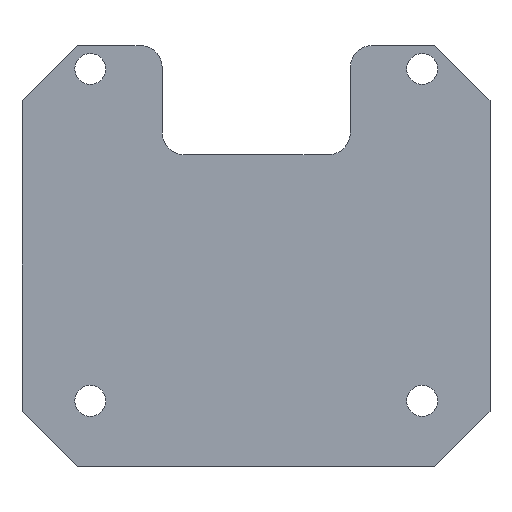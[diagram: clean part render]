
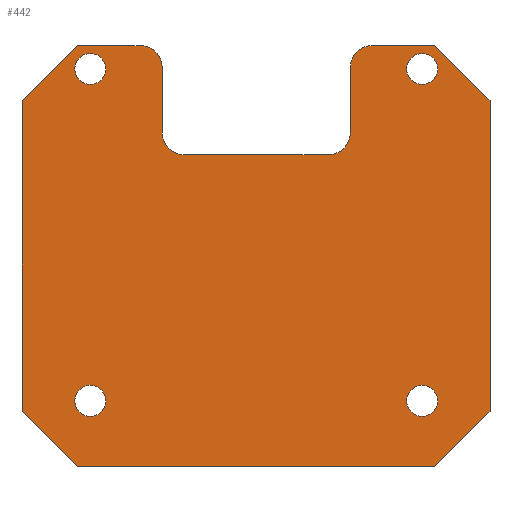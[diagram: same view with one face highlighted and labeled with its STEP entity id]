
A CAD part, top view. The second image highlights one B-rep face of the part: STEP entity #442.
In plain terms, the highlighted planar face has unit normal (0, 0, 1).
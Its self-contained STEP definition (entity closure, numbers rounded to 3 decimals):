
#19=FACE_BOUND('',#85,.T.);
#20=FACE_BOUND('',#86,.T.);
#21=FACE_BOUND('',#87,.T.);
#22=FACE_BOUND('',#88,.T.);
#36=PLANE('',#500);
#58=FACE_OUTER_BOUND('',#84,.T.);
#84=EDGE_LOOP('',(#393,#394,#395,#396,#397,#398,#399,#400,#401,#402,#403,
#404,#405,#406,#407,#408));
#85=EDGE_LOOP('',(#409));
#86=EDGE_LOOP('',(#410));
#87=EDGE_LOOP('',(#411));
#88=EDGE_LOOP('',(#412));
#93=LINE('',#638,#137);
#107=LINE('',#683,#151);
#110=LINE('',#691,#154);
#113=LINE('',#699,#157);
#119=LINE('',#718,#163);
#120=LINE('',#721,#164);
#122=LINE('',#725,#166);
#124=LINE('',#729,#168);
#126=LINE('',#733,#170);
#128=LINE('',#737,#172);
#130=LINE('',#741,#174);
#132=LINE('',#744,#176);
#137=VECTOR('',#515,10.);
#151=VECTOR('',#551,10.);
#154=VECTOR('',#560,10.);
#157=VECTOR('',#569,10.);
#163=VECTOR('',#593,10.);
#164=VECTOR('',#596,10.);
#166=VECTOR('',#600,10.);
#168=VECTOR('',#604,10.);
#170=VECTOR('',#608,10.);
#172=VECTOR('',#612,10.);
#174=VECTOR('',#616,10.);
#176=VECTOR('',#620,10.);
#178=CIRCLE('',#465,2.);
#186=CIRCLE('',#476,2.);
#187=CIRCLE('',#479,2.);
#188=CIRCLE('',#482,2.);
#189=CIRCLE('',#485,1.4);
#190=CIRCLE('',#487,1.4);
#191=CIRCLE('',#489,1.4);
#192=CIRCLE('',#491,1.4);
#195=VERTEX_POINT('',#628);
#196=VERTEX_POINT('',#630);
#198=VERTEX_POINT('',#636);
#216=VERTEX_POINT('',#676);
#217=VERTEX_POINT('',#677);
#218=VERTEX_POINT('',#682);
#219=VERTEX_POINT('',#686);
#220=VERTEX_POINT('',#690);
#221=VERTEX_POINT('',#694);
#222=VERTEX_POINT('',#698);
#223=VERTEX_POINT('',#702);
#224=VERTEX_POINT('',#706);
#225=VERTEX_POINT('',#710);
#226=VERTEX_POINT('',#714);
#227=VERTEX_POINT('',#720);
#228=VERTEX_POINT('',#724);
#229=VERTEX_POINT('',#728);
#230=VERTEX_POINT('',#732);
#231=VERTEX_POINT('',#736);
#232=VERTEX_POINT('',#740);
#235=EDGE_CURVE('',#195,#196,#178,.T.);
#239=EDGE_CURVE('',#198,#195,#93,.T.);
#258=EDGE_CURVE('',#216,#217,#186,.T.);
#261=EDGE_CURVE('',#217,#218,#107,.T.);
#263=EDGE_CURVE('',#218,#219,#187,.T.);
#265=EDGE_CURVE('',#219,#220,#110,.T.);
#267=EDGE_CURVE('',#220,#221,#188,.T.);
#269=EDGE_CURVE('',#221,#222,#113,.T.);
#272=EDGE_CURVE('',#223,#223,#189,.T.);
#274=EDGE_CURVE('',#224,#224,#190,.T.);
#276=EDGE_CURVE('',#225,#225,#191,.T.);
#278=EDGE_CURVE('',#226,#226,#192,.T.);
#279=EDGE_CURVE('',#196,#216,#119,.T.);
#280=EDGE_CURVE('',#227,#198,#120,.T.);
#282=EDGE_CURVE('',#228,#227,#122,.T.);
#284=EDGE_CURVE('',#229,#228,#124,.T.);
#286=EDGE_CURVE('',#230,#229,#126,.T.);
#288=EDGE_CURVE('',#231,#230,#128,.T.);
#290=EDGE_CURVE('',#232,#231,#130,.T.);
#292=EDGE_CURVE('',#222,#232,#132,.T.);
#393=ORIENTED_EDGE('',*,*,#235,.F.);
#394=ORIENTED_EDGE('',*,*,#239,.F.);
#395=ORIENTED_EDGE('',*,*,#280,.F.);
#396=ORIENTED_EDGE('',*,*,#282,.F.);
#397=ORIENTED_EDGE('',*,*,#284,.F.);
#398=ORIENTED_EDGE('',*,*,#286,.F.);
#399=ORIENTED_EDGE('',*,*,#288,.F.);
#400=ORIENTED_EDGE('',*,*,#290,.F.);
#401=ORIENTED_EDGE('',*,*,#292,.F.);
#402=ORIENTED_EDGE('',*,*,#269,.F.);
#403=ORIENTED_EDGE('',*,*,#267,.F.);
#404=ORIENTED_EDGE('',*,*,#265,.F.);
#405=ORIENTED_EDGE('',*,*,#263,.F.);
#406=ORIENTED_EDGE('',*,*,#261,.F.);
#407=ORIENTED_EDGE('',*,*,#258,.F.);
#408=ORIENTED_EDGE('',*,*,#279,.F.);
#409=ORIENTED_EDGE('',*,*,#278,.F.);
#410=ORIENTED_EDGE('',*,*,#276,.F.);
#411=ORIENTED_EDGE('',*,*,#274,.F.);
#412=ORIENTED_EDGE('',*,*,#272,.F.);
#442=ADVANCED_FACE('',(#58,#19,#20,#21,#22),#36,.F.);
#465=AXIS2_PLACEMENT_3D('',#631,#508,#509);
#476=AXIS2_PLACEMENT_3D('',#678,#545,#546);
#479=AXIS2_PLACEMENT_3D('',#687,#555,#556);
#482=AXIS2_PLACEMENT_3D('',#695,#564,#565);
#485=AXIS2_PLACEMENT_3D('',#704,#574,#575);
#487=AXIS2_PLACEMENT_3D('',#708,#579,#580);
#489=AXIS2_PLACEMENT_3D('',#712,#584,#585);
#491=AXIS2_PLACEMENT_3D('',#716,#589,#590);
#500=AXIS2_PLACEMENT_3D('',#745,#621,#622);
#508=DIRECTION('center_axis',(0.,0.,
-1.));
#509=DIRECTION('ref_axis',(0.707,0.707,0.));
#515=DIRECTION('',(1.,0.,0.));
#545=DIRECTION('center_axis',(0.,0.,
1.));
#546=DIRECTION('ref_axis',(-0.707,-0.707,0.));
#551=DIRECTION('',(1.,0.,0.));
#555=DIRECTION('center_axis',(0.,0.,
1.));
#556=DIRECTION('ref_axis',(0.707,-0.707,0.));
#560=DIRECTION('',(0.,1.,0.));
#564=DIRECTION('center_axis',(0.,0.,
-1.));
#565=DIRECTION('ref_axis',(-0.707,0.707,0.));
#569=DIRECTION('',(1.,0.,0.));
#574=DIRECTION('center_axis',(0.,0.,
1.));
#575=DIRECTION('ref_axis',(0.,-1.,0.));
#579=DIRECTION('center_axis',(0.,0.,
1.));
#580=DIRECTION('ref_axis',(0.,-1.,0.));
#584=DIRECTION('center_axis',(0.,0.,
1.));
#585=DIRECTION('ref_axis',(0.,-1.,0.));
#589=DIRECTION('center_axis',(0.,0.,
1.));
#590=DIRECTION('ref_axis',(0.,-1.,0.));
#593=DIRECTION('',(0.,-1.,0.));
#596=DIRECTION('',(0.707,0.707,0.));
#600=DIRECTION('',(0.,1.,0.));
#604=DIRECTION('',(-0.707,0.707,0.));
#608=DIRECTION('',(-1.,0.,0.));
#612=DIRECTION('',(-0.707,-0.707,0.));
#616=DIRECTION('',(0.,-1.,0.));
#620=DIRECTION('',(0.707,-0.707,0.));
#621=DIRECTION('center_axis',(0.,0.,
-1.));
#622=DIRECTION('ref_axis',(-1.,0.,0.));
#628=CARTESIAN_POINT('',(12.571,17.121,2.));
#630=CARTESIAN_POINT('',(14.571,15.121,2.));
#631=CARTESIAN_POINT('Origin',(12.571,15.121,2.));
#636=CARTESIAN_POINT('',(6.9,17.121,2.));
#638=CARTESIAN_POINT('',(6.9,17.121,2.));
#676=CARTESIAN_POINT('',(14.571,9.235,2.));
#677=CARTESIAN_POINT('',(16.571,7.235,2.));
#678=CARTESIAN_POINT('Origin',(16.571,9.235,2.));
#682=CARTESIAN_POINT('',(29.571,7.235,2.));
#683=CARTESIAN_POINT('',(14.571,7.235,2.));
#686=CARTESIAN_POINT('',(31.571,9.235,2.));
#687=CARTESIAN_POINT('Origin',(29.571,9.235,2.));
#690=CARTESIAN_POINT('',(31.571,15.121,2.));
#691=CARTESIAN_POINT('',(31.571,4.007,2.));
#694=CARTESIAN_POINT('',(33.571,17.121,2.));
#695=CARTESIAN_POINT('Origin',(33.571,15.121,2.));
#698=CARTESIAN_POINT('',(39.2,17.121,2.));
#699=CARTESIAN_POINT('',(31.571,17.121,2.));
#702=CARTESIAN_POINT('',(38.071,16.4,2.));
#704=CARTESIAN_POINT('Origin',(38.071,15.,2.));
#706=CARTESIAN_POINT('',(38.071,-13.6,2.));
#708=CARTESIAN_POINT('Origin',(38.071,-15.,2.));
#710=CARTESIAN_POINT('',(8.071,-13.6,2.));
#712=CARTESIAN_POINT('Origin',(8.071,-15.,2.));
#714=CARTESIAN_POINT('',(8.071,16.4,2.));
#716=CARTESIAN_POINT('Origin',(8.071,15.,2.));
#718=CARTESIAN_POINT('',(14.571,17.121,2.));
#720=CARTESIAN_POINT('',(1.9,12.121,2.));
#721=CARTESIAN_POINT('',(1.9,12.121,2.));
#724=CARTESIAN_POINT('',(1.9,-15.929,2.));
#725=CARTESIAN_POINT('',(1.9,-15.929,2.));
#728=CARTESIAN_POINT('',(6.9,-20.929,2.));
#729=CARTESIAN_POINT('',(6.9,-20.929,2.));
#732=CARTESIAN_POINT('',(39.2,-20.929,2.));
#733=CARTESIAN_POINT('',(39.2,-20.929,2.));
#736=CARTESIAN_POINT('',(44.2,-15.929,2.));
#737=CARTESIAN_POINT('',(44.2,-15.929,2.));
#740=CARTESIAN_POINT('',(44.2,12.121,2.));
#741=CARTESIAN_POINT('',(44.2,12.121,2.));
#744=CARTESIAN_POINT('',(39.2,17.121,2.));
#745=CARTESIAN_POINT('Origin',(23.05,-1.904,2.));
